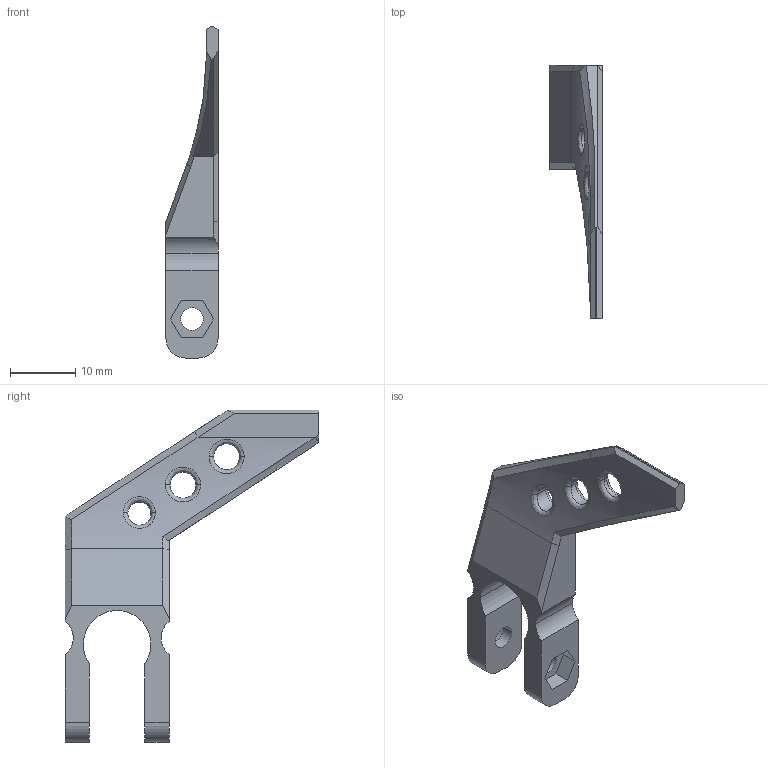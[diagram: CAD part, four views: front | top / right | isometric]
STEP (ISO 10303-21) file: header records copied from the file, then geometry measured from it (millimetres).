
FILE_DESCRIPTION(('CATIA V5 STEP Exchange'),'2;1');
FILE_NAME('HYPERCUBE-EVO-0014-V2_NGEN.stp','2021-01-20T02:24:17+00:00',('none'),('none'),'CATIA Version 5 Release 21 GA (IN-10)','CATIA V5 STEP AP203','none');
FILE_SCHEMA(('CONFIG_CONTROL_DESIGN'));
Length unit declared in the file: millimetre
Products named in the file (1): HYPERCUBE-EVO-0014_NGEN
Bounding box: 8 x 39 x 51 mm (x, y, z)
Volume: 2864.7 mm3; surface area: 2492.6 mm2
Topology: 1 solids, 1 shells, 77 faces, 203 edges, 130 vertices
Faces by surface type: plane 37, cylinder 24, bspline 8, torus 6, cone 2
Entity records: 3292 total; most frequent: CARTESIAN_POINT 1498, ORIENTED_EDGE 406, DIRECTION 270, EDGE_CURVE 203, VERTEX_POINT 130, AXIS2_PLACEMENT_3D 111, VECTOR 106, LINE 106
